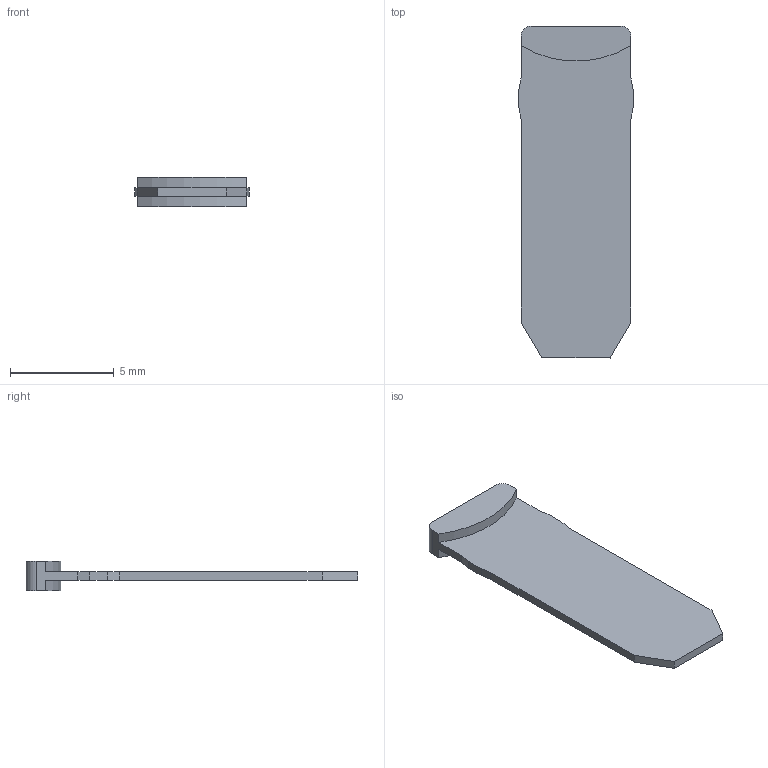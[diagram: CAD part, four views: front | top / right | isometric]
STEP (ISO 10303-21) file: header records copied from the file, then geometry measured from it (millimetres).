
FILE_DESCRIPTION((''),'2;1');
FILE_NAME('DFM-500_ASM','2022-09-23T09:26:07',('klemen.sitar'),('Audax d.o.o.'),'CREO PARAMETRIC BY PTC INC, 2021304','CREO PARAMETRIC BY PTC INC, 2021304','');
FILE_SCHEMA(('AP242_MANAGED_MODEL_BASED_3D_ENGINEERING_MIM_LF { 1 0 10303 442 1 1 4 }'));
Length unit declared in the file: millimetre
Products named in the file (2): DFM-500-6820; DFM-500_ASM
Assembly tree (1 placements, depth 2):
  DFM-500_ASM
    DFM-500-6820
Bounding box: 5.5 x 16 x 1.4 mm (x, y, z)
Volume: 40.9 mm3; surface area: 195.1 mm2
Topology: 1 solids, 1 shells, 22 faces, 60 edges, 40 vertices
Faces by surface type: plane 18, cylinder 4
Entity records: 1222 total; most frequent: CARTESIAN_POINT 130, DIRECTION 120, ORIENTED_EDGE 120, PRESENTATION_STYLE_ASSIGNMENT 85, STYLED_ITEM 85, CURVE_STYLE 62, EDGE_CURVE 60, VECTOR 52
